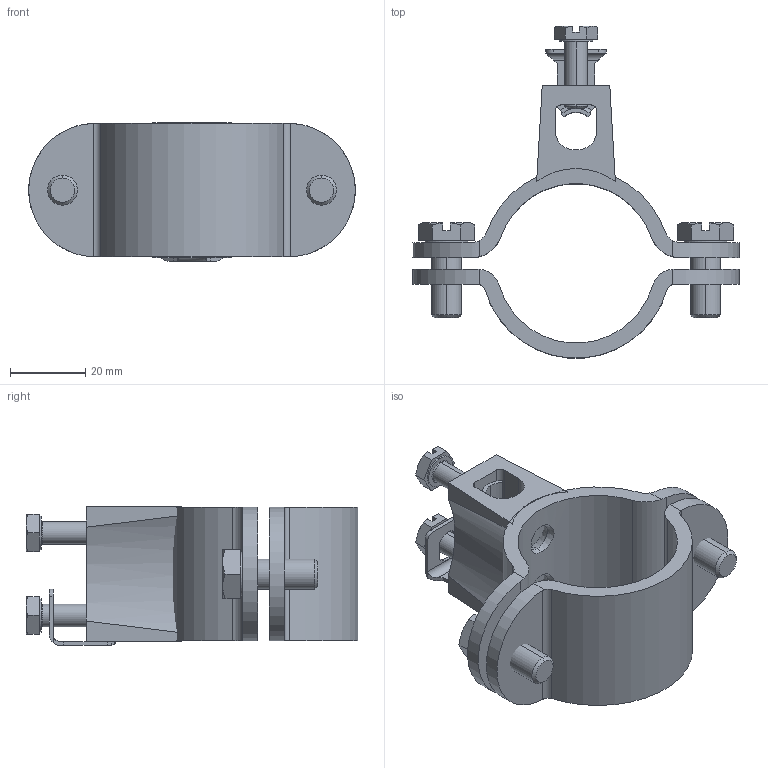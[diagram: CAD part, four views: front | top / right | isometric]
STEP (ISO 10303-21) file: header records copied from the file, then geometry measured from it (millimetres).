
FILE_DESCRIPTION (( 'STEP AP214' ), '1' );
FILE_NAME ('5052130.stp', '2022-02-09T12:28:32', ( '' ), ( '' ), 'SwSTEP 2.0', 'SolidWorks 2020', '' );
FILE_SCHEMA (( 'AUTOMOTIVE_DESIGN' ));
Length unit declared in the file: millimetre
Products named in the file (8): 0041256.step; 020302__hnlich ISO 4017 - M6 x 18mit Schitz.step; 181972.step; 181911.step; 178992_06004482.step; 5052130; 020302__hnlich ISO 4017 - M8 x 20mit Schitz.step; 181973.step
Assembly tree (9 placements, depth 3):
  5052130
    181973.step
      181911.step
      181972.step
    178992_06004482.step
    0041256.step
    020302__hnlich ISO 4017 - M8 x 20mit Schitz.step  x2
    020302__hnlich ISO 4017 - M6 x 18mit Schitz.step  x2
Bounding box: 87 x 88.39 x 37 mm (x, y, z)
Volume: 40576.1 mm3; surface area: 25709.5 mm2
Topology: 8 solids, 8 shells, 212 faces, 530 edges, 340 vertices
Faces by surface type: plane 99, cylinder 63, cone 40, torus 10
Entity records: 5870 total; most frequent: CARTESIAN_POINT 1735, DIRECTION 806, ORIENTED_EDGE 804, EDGE_CURVE 402, AXIS2_PLACEMENT_3D 309, VERTEX_POINT 260, LINE 188, VECTOR 188
